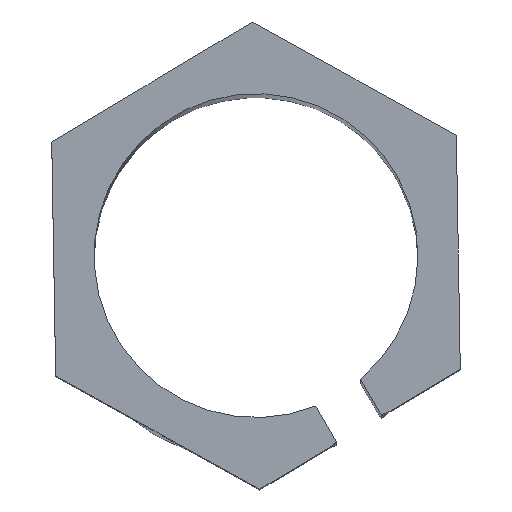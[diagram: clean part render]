
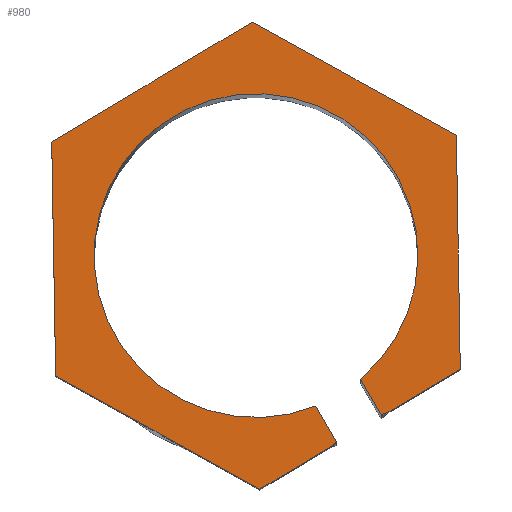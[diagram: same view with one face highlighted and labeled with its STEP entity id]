
A CAD part, top view. The second image highlights one B-rep face of the part: STEP entity #980.
In plain terms, the highlighted planar face has unit normal (0, 0, 1).
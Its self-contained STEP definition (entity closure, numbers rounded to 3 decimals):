
#21=CIRCLE('',#1013,17.5);
#36=CIRCLE('',#1028,17.5);
#37=CIRCLE('',#1029,17.5);
#38=CIRCLE('',#1030,17.5);
#40=CIRCLE('',#1032,17.5);
#54=CIRCLE('',#1080,14.);
#104=FACE_OUTER_BOUND('',#154,.T.);
#154=EDGE_LOOP('',(#861,#862,#863,#864,#865,#866,#867,#868,#869,#870,#871,
#872,#873,#874,#875,#876,#877,#878,#879,#880,#881,#882));
#155=LINE('',#1369,#259);
#159=LINE('',#1377,#263);
#162=LINE('',#1386,#266);
#166=LINE('',#1394,#270);
#169=LINE('',#1403,#273);
#173=LINE('',#1411,#277);
#176=LINE('',#1420,#280);
#180=LINE('',#1428,#284);
#183=LINE('',#1434,#287);
#203=LINE('',#1513,#307);
#206=LINE('',#1518,#310);
#208=LINE('',#1524,#312);
#212=LINE('',#1532,#316);
#215=LINE('',#1536,#319);
#255=LINE('',#1643,#359);
#258=LINE('',#1650,#362);
#259=VECTOR('',#1087,10.);
#263=VECTOR('',#1093,10.);
#266=VECTOR('',#1102,10.);
#270=VECTOR('',#1108,10.);
#273=VECTOR('',#1117,10.);
#277=VECTOR('',#1123,10.);
#280=VECTOR('',#1132,10.);
#284=VECTOR('',#1138,10.);
#287=VECTOR('',#1143,10.);
#307=VECTOR('',#1211,10.);
#310=VECTOR('',#1216,10.);
#312=VECTOR('',#1222,10.);
#316=VECTOR('',#1228,10.);
#319=VECTOR('',#1233,10.);
#359=VECTOR('',#1353,10.);
#362=VECTOR('',#1362,10.);
#363=VERTEX_POINT('',#1367);
#364=VERTEX_POINT('',#1368);
#367=VERTEX_POINT('',#1376);
#369=VERTEX_POINT('',#1384);
#370=VERTEX_POINT('',#1385);
#373=VERTEX_POINT('',#1393);
#375=VERTEX_POINT('',#1401);
#376=VERTEX_POINT('',#1402);
#379=VERTEX_POINT('',#1410);
#381=VERTEX_POINT('',#1418);
#382=VERTEX_POINT('',#1419);
#385=VERTEX_POINT('',#1427);
#387=VERTEX_POINT('',#1433);
#417=VERTEX_POINT('',#1498);
#418=VERTEX_POINT('',#1502);
#421=VERTEX_POINT('',#1508);
#422=VERTEX_POINT('',#1512);
#424=VERTEX_POINT('',#1522);
#425=VERTEX_POINT('',#1523);
#428=VERTEX_POINT('',#1531);
#455=VERTEX_POINT('',#1642);
#456=VERTEX_POINT('',#1646);
#457=EDGE_CURVE('',#363,#364,#155,.T.);
#461=EDGE_CURVE('',#367,#363,#159,.T.);
#465=EDGE_CURVE('',#369,#370,#162,.T.);
#469=EDGE_CURVE('',#373,#369,#166,.T.);
#473=EDGE_CURVE('',#375,#376,#169,.T.);
#477=EDGE_CURVE('',#379,#375,#173,.T.);
#481=EDGE_CURVE('',#381,#382,#176,.T.);
#485=EDGE_CURVE('',#382,#385,#180,.T.);
#488=EDGE_CURVE('',#387,#381,#183,.T.);
#492=EDGE_CURVE('',#385,#367,#21,.T.);
#522=EDGE_CURVE('',#376,#417,#36,.T.);
#523=EDGE_CURVE('',#370,#379,#37,.T.);
#524=EDGE_CURVE('',#418,#373,#38,.T.);
#528=EDGE_CURVE('',#364,#421,#40,.T.);
#529=EDGE_CURVE('',#422,#418,#203,.T.);
#532=EDGE_CURVE('',#421,#422,#206,.T.);
#534=EDGE_CURVE('',#424,#425,#208,.T.);
#538=EDGE_CURVE('',#425,#428,#212,.T.);
#541=EDGE_CURVE('',#417,#424,#215,.T.);
#594=EDGE_CURVE('',#455,#387,#255,.T.);
#596=EDGE_CURVE('',#456,#455,#54,.T.);
#598=EDGE_CURVE('',#428,#456,#258,.T.);
#861=ORIENTED_EDGE('',*,*,#492,.T.);
#862=ORIENTED_EDGE('',*,*,#461,.T.);
#863=ORIENTED_EDGE('',*,*,#457,.T.);
#864=ORIENTED_EDGE('',*,*,#528,.T.);
#865=ORIENTED_EDGE('',*,*,#532,.T.);
#866=ORIENTED_EDGE('',*,*,#529,.T.);
#867=ORIENTED_EDGE('',*,*,#524,.T.);
#868=ORIENTED_EDGE('',*,*,#469,.T.);
#869=ORIENTED_EDGE('',*,*,#465,.T.);
#870=ORIENTED_EDGE('',*,*,#523,.T.);
#871=ORIENTED_EDGE('',*,*,#477,.T.);
#872=ORIENTED_EDGE('',*,*,#473,.T.);
#873=ORIENTED_EDGE('',*,*,#522,.T.);
#874=ORIENTED_EDGE('',*,*,#541,.T.);
#875=ORIENTED_EDGE('',*,*,#534,.T.);
#876=ORIENTED_EDGE('',*,*,#538,.T.);
#877=ORIENTED_EDGE('',*,*,#598,.T.);
#878=ORIENTED_EDGE('',*,*,#596,.T.);
#879=ORIENTED_EDGE('',*,*,#594,.T.);
#880=ORIENTED_EDGE('',*,*,#488,.T.);
#881=ORIENTED_EDGE('',*,*,#481,.T.);
#882=ORIENTED_EDGE('',*,*,#485,.T.);
#930=PLANE('',#1082);
#980=ADVANCED_FACE('',(#104),#930,.T.);
#1013=AXIS2_PLACEMENT_3D('',#1441,#1152,#1153);
#1028=AXIS2_PLACEMENT_3D('',#1500,#1197,#1198);
#1029=AXIS2_PLACEMENT_3D('',#1501,#1199,#1200);
#1030=AXIS2_PLACEMENT_3D('',#1503,#1201,#1202);
#1032=AXIS2_PLACEMENT_3D('',#1510,#1207,#1208);
#1080=AXIS2_PLACEMENT_3D('',#1647,#1357,#1358);
#1082=AXIS2_PLACEMENT_3D('',#1651,#1363,#1364);
#1087=DIRECTION('',(-0.874,0.485,0.));
#1093=DIRECTION('',(-0.017,1.,0.));
#1102=DIRECTION('',(0.017,-1.,0.));
#1108=DIRECTION('',(-0.857,-0.514,0.));
#1117=DIRECTION('',(0.874,-0.485,0.));
#1123=DIRECTION('',(0.017,-1.,0.));
#1132=DIRECTION('',(0.857,0.514,0.));
#1138=DIRECTION('',(-0.017,1.,0.));
#1143=DIRECTION('',(0.945,0.328,0.));
#1152=DIRECTION('center_axis',(0.,0.,1.));
#1153=DIRECTION('ref_axis',(1.,0.,0.));
#1197=DIRECTION('center_axis',(0.,0.,1.));
#1198=DIRECTION('ref_axis',(1.,0.,0.));
#1199=DIRECTION('center_axis',(0.,0.,1.));
#1200=DIRECTION('ref_axis',(1.,0.,0.));
#1201=DIRECTION('center_axis',(0.,0.,1.));
#1202=DIRECTION('ref_axis',(1.,0.,0.));
#1207=DIRECTION('center_axis',(0.,0.,1.));
#1208=DIRECTION('ref_axis',(1.,0.,0.));
#1211=DIRECTION('',(-0.857,-0.514,0.));
#1216=DIRECTION('',(-0.874,0.485,0.));
#1222=DIRECTION('',(0.857,0.514,0.));
#1228=DIRECTION('',(0.67,0.743,0.));
#1233=DIRECTION('',(0.874,-0.485,0.));
#1353=DIRECTION('',(0.5,-0.866,0.));
#1357=DIRECTION('center_axis',(0.,0.,-1.));
#1358=DIRECTION('ref_axis',(1.,0.,0.));
#1362=DIRECTION('',(-0.5,0.866,0.));
#1363=DIRECTION('center_axis',(0.,0.,1.));
#1364=DIRECTION('ref_axis',(1.,0.,0.));
#1367=CARTESIAN_POINT('',(17.321,10.392,200.));
#1368=CARTESIAN_POINT('',(8.928,15.052,200.));
#1369=CARTESIAN_POINT('',(17.321,10.392,200.));
#1376=CARTESIAN_POINT('',(17.482,0.794,200.));
#1377=CARTESIAN_POINT('',(17.66,-9.804,200.));
#1384=CARTESIAN_POINT('',(-17.66,9.804,200.));
#1385=CARTESIAN_POINT('',(-17.499,0.206,200.));
#1386=CARTESIAN_POINT('',(-17.66,9.804,200.));
#1393=CARTESIAN_POINT('',(-9.429,14.743,200.));
#1394=CARTESIAN_POINT('',(-0.34,20.196,200.));
#1401=CARTESIAN_POINT('',(-17.321,-10.392,200.));
#1402=CARTESIAN_POINT('',(-8.928,-15.052,200.));
#1403=CARTESIAN_POINT('',(-17.321,-10.392,200.));
#1410=CARTESIAN_POINT('',(-17.482,-0.794,200.));
#1411=CARTESIAN_POINT('',(-17.66,9.804,200.));
#1418=CARTESIAN_POINT('',(11.412,-13.553,200.));
#1419=CARTESIAN_POINT('',(17.66,-9.804,200.));
#1420=CARTESIAN_POINT('',(0.34,-20.196,200.));
#1427=CARTESIAN_POINT('',(17.499,-0.206,200.));
#1428=CARTESIAN_POINT('',(17.66,-9.804,200.));
#1433=CARTESIAN_POINT('',(10.81,-13.762,200.));
#1434=CARTESIAN_POINT('',(10.81,-13.762,200.));
#1441=CARTESIAN_POINT('Origin',(0.,0.,200.));
#1498=CARTESIAN_POINT('',(-8.053,-15.537,200.));
#1500=CARTESIAN_POINT('Origin',(0.,0.,200.));
#1501=CARTESIAN_POINT('Origin',(0.,0.,200.));
#1502=CARTESIAN_POINT('',(-8.571,15.257,200.));
#1503=CARTESIAN_POINT('Origin',(0.,0.,200.));
#1508=CARTESIAN_POINT('',(8.053,15.537,200.));
#1510=CARTESIAN_POINT('Origin',(0.,0.,200.));
#1512=CARTESIAN_POINT('',(-0.34,20.196,200.));
#1513=CARTESIAN_POINT('',(-0.34,20.196,200.));
#1518=CARTESIAN_POINT('',(17.321,10.392,200.));
#1522=CARTESIAN_POINT('',(0.34,-20.196,200.));
#1523=CARTESIAN_POINT('',(6.609,-16.435,200.));
#1524=CARTESIAN_POINT('',(0.34,-20.196,200.));
#1531=CARTESIAN_POINT('',(6.943,-16.064,200.));
#1532=CARTESIAN_POINT('',(6.609,-16.435,200.));
#1536=CARTESIAN_POINT('',(-17.321,-10.392,200.));
#1642=CARTESIAN_POINT('',(9.038,-10.692,200.));
#1643=CARTESIAN_POINT('',(8.071,-9.017,200.));
#1646=CARTESIAN_POINT('',(5.179,-13.007,200.));
#1647=CARTESIAN_POINT('Origin',(0.,0.,200.));
#1650=CARTESIAN_POINT('',(8.066,-18.009,200.));
#1651=CARTESIAN_POINT('Origin',(0.,0.,200.));
